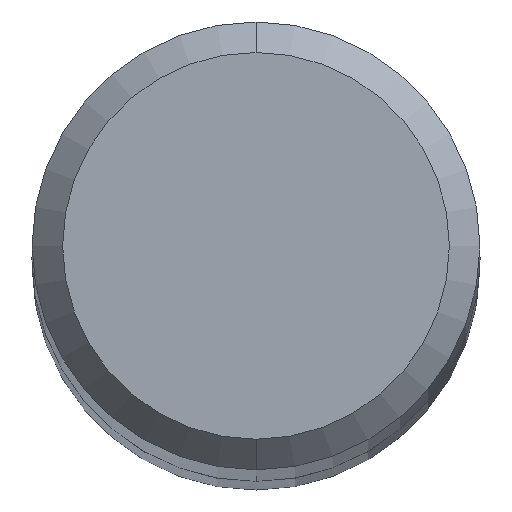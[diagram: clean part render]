
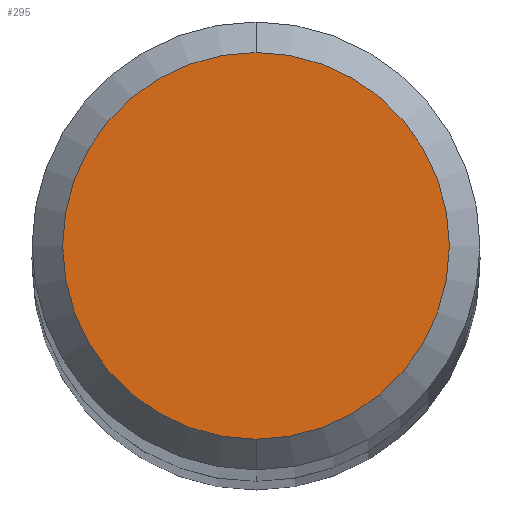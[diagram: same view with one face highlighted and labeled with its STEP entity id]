
A CAD part, top view. The second image highlights one B-rep face of the part: STEP entity #295.
In plain terms, the highlighted planar face has unit normal (0, 0, 1).
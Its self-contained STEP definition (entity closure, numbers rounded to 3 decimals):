
#201=EDGE_CURVE('',#285,#409,#479,.T.);
#255=EDGE_CURVE('',#409,#285,#539,.T.);
#285=VERTEX_POINT('',#571);
#295=ADVANCED_FACE('',(#582),#583,.T.);
#409=VERTEX_POINT('',#709);
#479=CIRCLE('',#809,1.9);
#539=CIRCLE('',#949,1.9);
#571=CARTESIAN_POINT('',(0.0,1.9,0.0));
#582=FACE_OUTER_BOUND('',#1066,.T.);
#583=PLANE('',#1067);
#709=CARTESIAN_POINT('',(0.,-1.9,0.0));
#809=AXIS2_PLACEMENT_3D('',#1348,#1349,#1350);
#949=AXIS2_PLACEMENT_3D('',#1429,#1430,#1431);
#1066=EDGE_LOOP('',(#1474,#1475));
#1067=AXIS2_PLACEMENT_3D('',#1476,#1477,#1478);
#1348=CARTESIAN_POINT('',(0.0,0.0,0.0));
#1349=DIRECTION('',(0.0,0.0,-1.0));
#1350=DIRECTION('',(0.0,1.0,0.0));
#1429=CARTESIAN_POINT('',(0.0,0.0,0.0));
#1430=DIRECTION('',(0.0,0.0,-1.0));
#1431=DIRECTION('',(0.0,1.0,0.0));
#1474=ORIENTED_EDGE('',*,*,#201,.F.);
#1475=ORIENTED_EDGE('',*,*,#255,.F.);
#1476=CARTESIAN_POINT('',(0.0,0.95,0.0));
#1477=DIRECTION('',(-0.0,0.0,1.0));
#1478=DIRECTION('',(0.0,-1.0,0.0));
